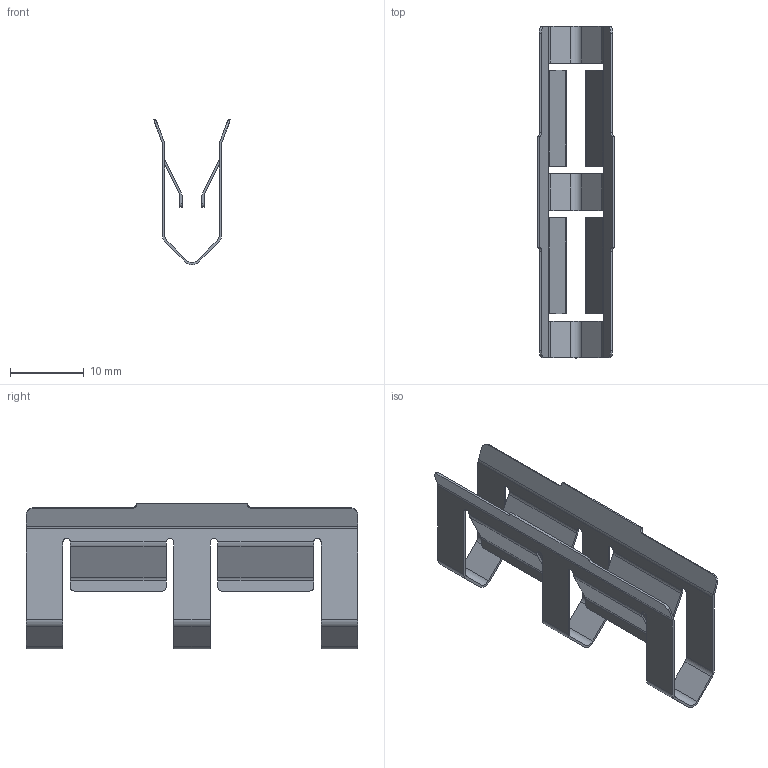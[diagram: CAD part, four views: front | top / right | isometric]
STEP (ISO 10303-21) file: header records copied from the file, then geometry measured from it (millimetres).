
FILE_DESCRIPTION (( 'STEP AP203' ), '1' );
FILE_NAME ('402525014_c_1.STEP', '2023-01-25T04:54:12', ( '' ), ( '' ), 'SwSTEP 2.0', 'SolidWorks 2014', '' );
FILE_SCHEMA (( 'CONFIG_CONTROL_DESIGN' ));
Length unit declared in the file: millimetre
Products named in the file (1): 402525014_c_1
Bounding box: 10.4 x 45 x 19.76 mm (x, y, z)
Volume: 391 mm3; surface area: 2733.6 mm2
Topology: 1 solids, 1 shells, 133 faces, 389 edges, 254 vertices
Faces by surface type: cylinder 69, plane 64
Entity records: 4518 total; most frequent: DIRECTION 795, ORIENTED_EDGE 778, CARTESIAN_POINT 777, EDGE_CURVE 389, AXIS2_PLACEMENT_3D 272, VERTEX_POINT 254, LINE 251, VECTOR 251
